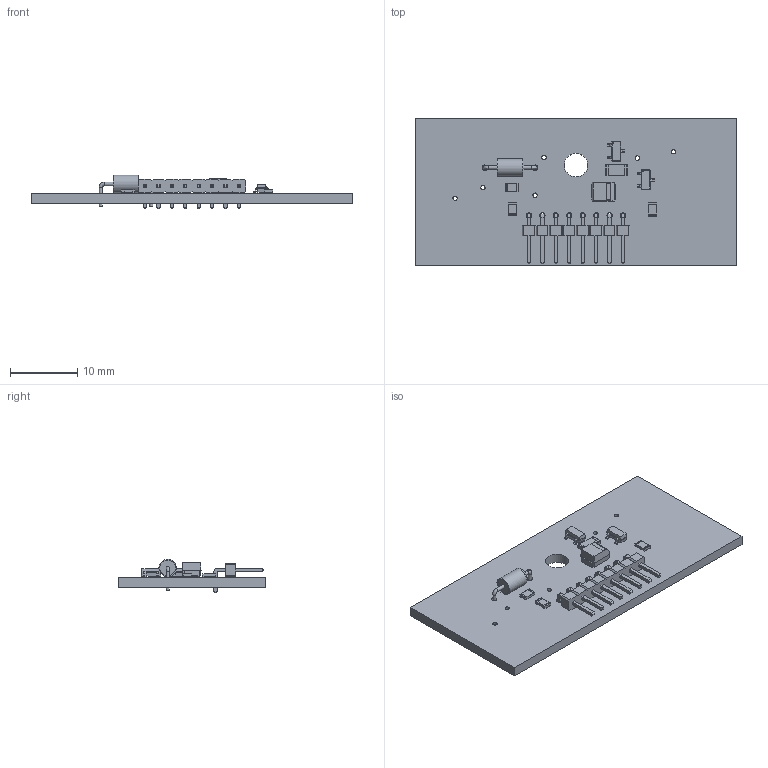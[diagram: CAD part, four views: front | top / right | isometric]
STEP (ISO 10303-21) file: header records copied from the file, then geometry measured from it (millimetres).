
FILE_DESCRIPTION(('KiCad electronic assembly'),'2;1');
FILE_NAME('FuzzFace.step','2025-12-01T19:56:13',('Pcbnew'),('Kicad'), 'Open CASCADE STEP processor 7.9','KiCad to STEP converter','Unknown' );
FILE_SCHEMA(('AUTOMOTIVE_DESIGN { 1 0 10303 214 1 1 1 1 }'));
Length unit declared in the file: millimetre
Products named in the file (8): FuzzFace 1; PinHeader_1x08_P2.00mm_Horizontal; R_1206_3216Metric; R_0805_2012Metric; C_Axial_L3.8mm_D2.6mm_P7.50mm_Horizontal; SOT-23; CP_EIA-3528-21_Kemet-B; FuzzFace_PCB
Assembly tree (10 placements, depth 2):
  FuzzFace 1
    PinHeader_1x08_P2.00mm_Horizontal
    R_1206_3216Metric
    R_0805_2012Metric  x3
    C_Axial_L3.8mm_D2.6mm_P7.50mm_Horizontal
    SOT-23  x2
    CP_EIA-3528-21_Kemet-B
    FuzzFace_PCB
Bounding box: 48 x 22 x 5 mm (x, y, z)
Volume: 1687.9 mm3; surface area: 2809.6 mm2
Topology: 10 solids, 10 shells, 549 faces, 1373 edges, 867 vertices
Faces by surface type: plane 413, cylinder 93, bspline 41, revolution 2
Full cylindrical faces by diameter (mm): 0.5 x4, 0.65 x6, 0.8 x10, 2.34 x2, 2.6 x1, 3.5 x1
Entity records: 16709 total; most frequent: CARTESIAN_POINT 3412, ORIENTED_EDGE 2128, DIRECTION 1978, EDGE_CURVE 1064, LINE 880, VECTOR 880, VERTEX_POINT 672, AXIS2_PLACEMENT_3D 548
